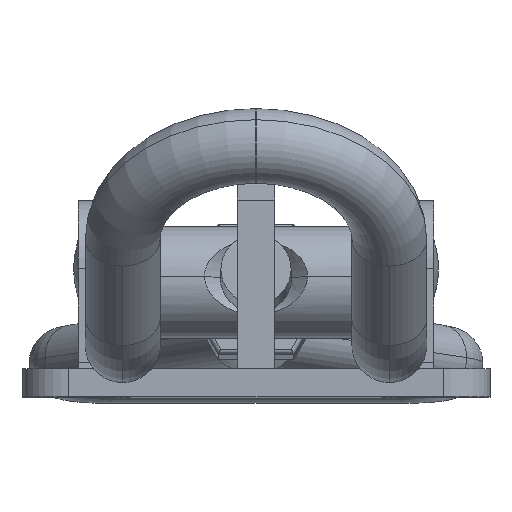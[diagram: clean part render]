
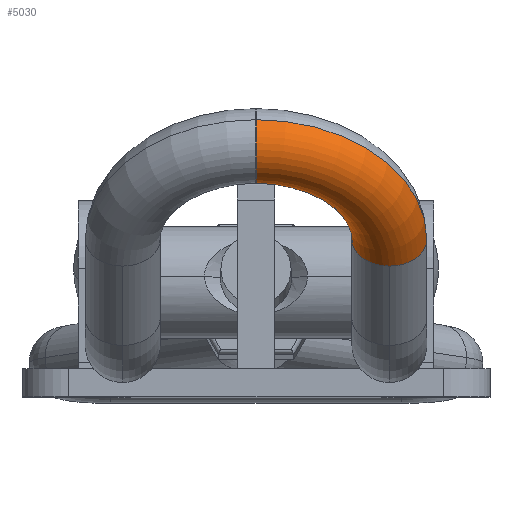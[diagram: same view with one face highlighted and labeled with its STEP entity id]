
A CAD part, top view. The second image highlights one B-rep face of the part: STEP entity #5030.
In plain terms, the highlighted toroidal (fillet/blend) face has major radius 14.249 mm and minor radius 4 mm.
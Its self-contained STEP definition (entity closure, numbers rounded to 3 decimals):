
#206 = CIRCLE ( 'NONE', #4282, 4. ) ;
#243 = DIRECTION ( 'NONE',  ( -0.643, -0.766, 0. ) ) ;
#523 = EDGE_CURVE ( 'NONE', #2014, #4099, #1521, .T. ) ;
#544 = CARTESIAN_POINT ( 'NONE',  ( 71.767, 12.832, -24.5 ) ) ;
#1216 = CARTESIAN_POINT ( 'NONE',  ( 83.498, 26.812, -14.251 ) ) ;
#1260 = CARTESIAN_POINT ( 'NONE',  ( 78.355, 20.683, -14.251 ) ) ;
#1317 = DIRECTION ( 'NONE',  ( -0.643, -0.766, 0. ) ) ;
#1325 = DIRECTION ( 'NONE',  ( 0., 0., -1. ) ) ;
#1333 = CARTESIAN_POINT ( 'NONE',  ( 80.926, 23.747, -14.251 ) ) ;
#1521 = CIRCLE ( 'NONE', #4269, 10.249 ) ;
#1524 = FACE_OUTER_BOUND ( 'NONE', #4607, .T. ) ;
#1560 = ORIENTED_EDGE ( 'NONE', *, *, #2150, .F. ) ;
#1975 = EDGE_CURVE ( 'NONE', #3341, #4647, #5923, .T. ) ;
#2014 = VERTEX_POINT ( 'NONE', #1260 ) ;
#2085 = AXIS2_PLACEMENT_3D ( 'NONE', #6156, #6145, #6135 ) ;
#2150 = EDGE_CURVE ( 'NONE', #5168, #4099, #6255, .T. ) ;
#2456 = DIRECTION ( 'NONE',  ( 0., 0., 1. ) ) ;
#2464 = AXIS2_PLACEMENT_3D ( 'NONE', #2578, #2489, #2456 ) ;
#2489 = DIRECTION ( 'NONE',  ( -0.643, -0.766, 0. ) ) ;
#2504 = DIRECTION ( 'NONE',  ( -0.643, -0.766, 0. ) ) ;
#2511 = DIRECTION ( 'NONE',  ( -0.766, 0.643, 0. ) ) ;
#2538 = CARTESIAN_POINT ( 'NONE',  ( 71.767, 12.832, -14.251 ) ) ;
#2578 = CARTESIAN_POINT ( 'NONE',  ( 71.767, 12.832, -28.5 ) ) ;
#2588 = DIRECTION ( 'NONE',  ( -0.766, 0.643, 0. ) ) ;
#2717 = CIRCLE ( 'NONE', #2085, 4. ) ;
#2931 = EDGE_CURVE ( 'NONE', #3341, #4476, #2985, .T. ) ;
#2963 = DIRECTION ( 'NONE',  ( -0.766, 0.643, 0. ) ) ;
#2985 = CIRCLE ( 'NONE', #5349, 18.249 ) ;
#3061 = CARTESIAN_POINT ( 'NONE',  ( 71.767, 12.832, -14.251 ) ) ;
#3341 = VERTEX_POINT ( 'NONE', #1216 ) ;
#3365 = AXIS2_PLACEMENT_3D ( 'NONE', #4998, #2588, #243 ) ;
#3560 = EDGE_CURVE ( 'NONE', #4476, #5168, #2717, .T. ) ;
#3585 = EDGE_CURVE ( 'NONE', #4647, #2014, #206, .T. ) ;
#3827 = AXIS2_PLACEMENT_3D ( 'NONE', #1333, #1325, #1317 ) ;
#4099 = VERTEX_POINT ( 'NONE', #544 ) ;
#4192 = CARTESIAN_POINT ( 'NONE',  ( 80.926, 19.747, -14.251 ) ) ;
#4269 = AXIS2_PLACEMENT_3D ( 'NONE', #3061, #2963, #4913 ) ;
#4282 = AXIS2_PLACEMENT_3D ( 'NONE', #6053, #6045, #6038 ) ;
#4303 = CARTESIAN_POINT ( 'NONE',  ( 71.767, 12.832, -32.5 ) ) ;
#4476 = VERTEX_POINT ( 'NONE', #4303 ) ;
#4598 = ORIENTED_EDGE ( 'NONE', *, *, #3560, .F. ) ;
#4607 = EDGE_LOOP ( 'NONE', ( #5508, #5818, #5738, #4869, #1560, #4598 ) ) ;
#4647 = VERTEX_POINT ( 'NONE', #4192 ) ;
#4869 = ORIENTED_EDGE ( 'NONE', *, *, #523, .T. ) ;
#4913 = DIRECTION ( 'NONE',  ( -0.643, -0.766, 0. ) ) ;
#4998 = CARTESIAN_POINT ( 'NONE',  ( 71.767, 12.832, -14.251 ) ) ;
#5030 = ADVANCED_FACE ( 'NONE', ( #1524 ), #5045, .T. ) ;
#5045 = TOROIDAL_SURFACE ( 'NONE', #3365, 14.249, 4. ) ;
#5140 = CARTESIAN_POINT ( 'NONE',  ( 74.832, 10.261, -28.5 ) ) ;
#5168 = VERTEX_POINT ( 'NONE', #5140 ) ;
#5349 = AXIS2_PLACEMENT_3D ( 'NONE', #2538, #2511, #2504 ) ;
#5508 = ORIENTED_EDGE ( 'NONE', *, *, #2931, .F. ) ;
#5738 = ORIENTED_EDGE ( 'NONE', *, *, #3585, .T. ) ;
#5818 = ORIENTED_EDGE ( 'NONE', *, *, #1975, .T. ) ;
#5923 = CIRCLE ( 'NONE', #3827, 4. ) ;
#6038 = DIRECTION ( 'NONE',  ( -0.643, -0.766, 0. ) ) ;
#6045 = DIRECTION ( 'NONE',  ( 0., 0., -1. ) ) ;
#6053 = CARTESIAN_POINT ( 'NONE',  ( 80.926, 23.747, -14.251 ) ) ;
#6135 = DIRECTION ( 'NONE',  ( 0., 0., 1. ) ) ;
#6145 = DIRECTION ( 'NONE',  ( -0.643, -0.766, 0. ) ) ;
#6156 = CARTESIAN_POINT ( 'NONE',  ( 71.767, 12.832, -28.5 ) ) ;
#6255 = CIRCLE ( 'NONE', #2464, 4. ) ;
